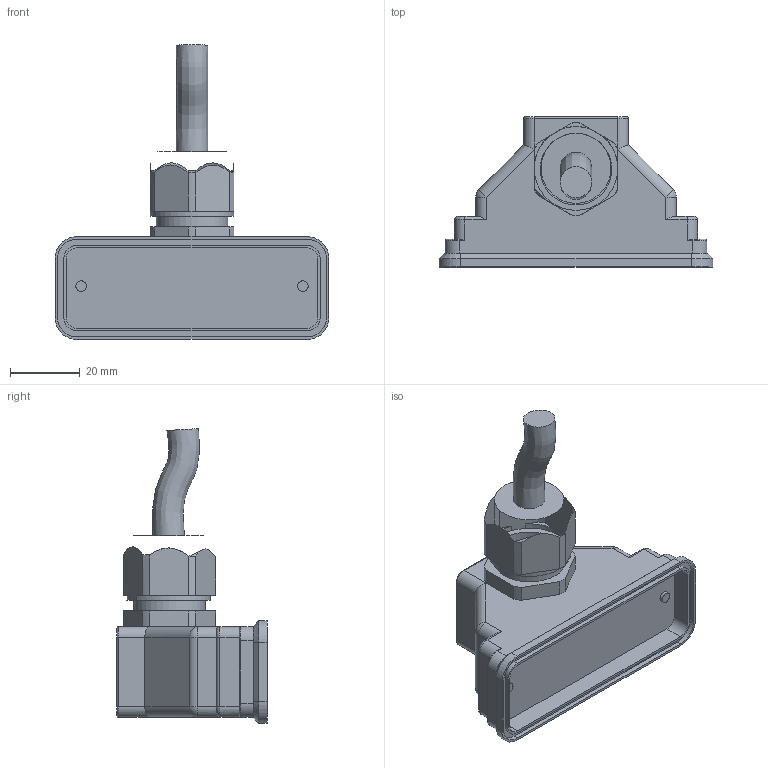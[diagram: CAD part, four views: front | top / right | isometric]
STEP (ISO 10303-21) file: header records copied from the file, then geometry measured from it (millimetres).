
FILE_DESCRIPTION(( 'SUB.D37.90.stp' ), '1');
FILE_NAME( 'SUB.D37.90.stp', '2019-03-07T08:27:30',( 'Sopra'),('sopra-pneumatic.com'), 'SwSTEP 2.0','SolidWorks 2009','' );
FILE_SCHEMA (('AUTOMOTIVE_DESIGN { 1 0 10303 214 3 1 1 }'));
Length unit declared in the file: millimetre
Products named in the file (1): 2400.37.##.90
Bounding box: 78.4 x 43 x 84.4 mm (x, y, z)
Volume: 64308.5 mm3; surface area: 15051.3 mm2
Topology: 1 solids, 1 shells, 160 faces, 402 edges, 249 vertices
Faces by surface type: cylinder 71, plane 67, torus 12, cone 5, sphere 4, bspline 1
Full cylindrical faces by diameter (mm): 3 x2, 20.5 x1
Entity records: 5082 total; most frequent: CARTESIAN_POINT 1162, DIRECTION 844, ORIENTED_EDGE 796, EDGE_CURVE 398, AXIS2_PLACEMENT_3D 313, VERTEX_POINT 249, LINE 218, VECTOR 218
